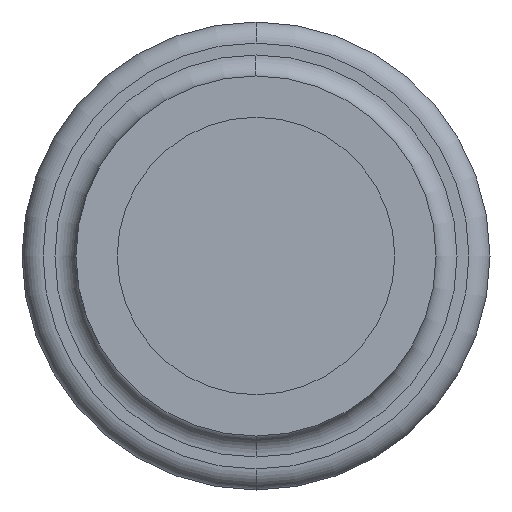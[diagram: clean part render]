
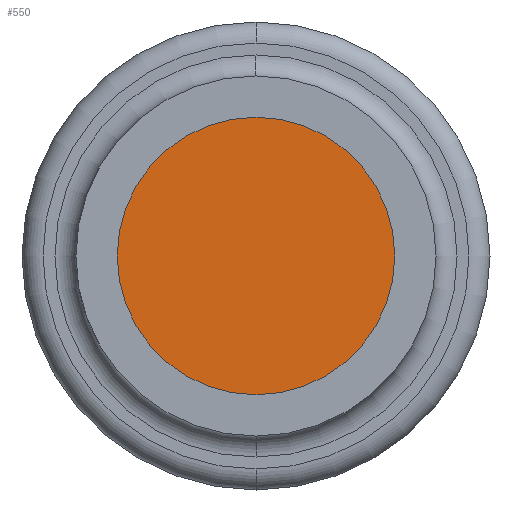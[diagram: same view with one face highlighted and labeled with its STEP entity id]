
A CAD part, left-side view. The second image highlights one B-rep face of the part: STEP entity #550.
In plain terms, the highlighted planar face has unit normal (-1, 0, 0).
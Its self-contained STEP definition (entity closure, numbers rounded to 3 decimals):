
#135=CARTESIAN_POINT('',(-4.35,0.,0.));
#136=DIRECTION('',(1.,0.,0.));
#137=DIRECTION('',(0.,0.,-1.));
#138=AXIS2_PLACEMENT_3D('',#135,#136,#137);
#145=CARTESIAN_POINT('',(-4.35,0.,0.));
#146=DIRECTION('',(1.,0.,0.));
#147=DIRECTION('',(0.,0.,1.));
#148=AXIS2_PLACEMENT_3D('',#145,#146,#147);
#353=CARTESIAN_POINT('',(-4.35,0.,-0.99));
#354=CARTESIAN_POINT('',(-4.35,0.,0.99));
#355=VERTEX_POINT('',#353);
#356=VERTEX_POINT('',#354);
#540=CARTESIAN_POINT('',(-4.35,0.,0.));
#541=DIRECTION('',(1.,0.,0.));
#542=DIRECTION('',(0.,0.,1.));
#543=AXIS2_PLACEMENT_3D('',#540,#541,#542);
#544=PLANE('',#543);
#545=ORIENTED_EDGE('',*,*,#530,.T.);
#547=ORIENTED_EDGE('',*,*,#546,.T.);
#548=EDGE_LOOP('',(#545,#547));
#549=FACE_OUTER_BOUND('',#548,.F.);
#550=ADVANCED_FACE('',(#549),#544,.F.);
#139=CIRCLE('',#138,0.99);
#149=CIRCLE('',#148,0.99);
#530=EDGE_CURVE('',#355,#356,#139,.T.);
#546=EDGE_CURVE('',#356,#355,#149,.T.);
